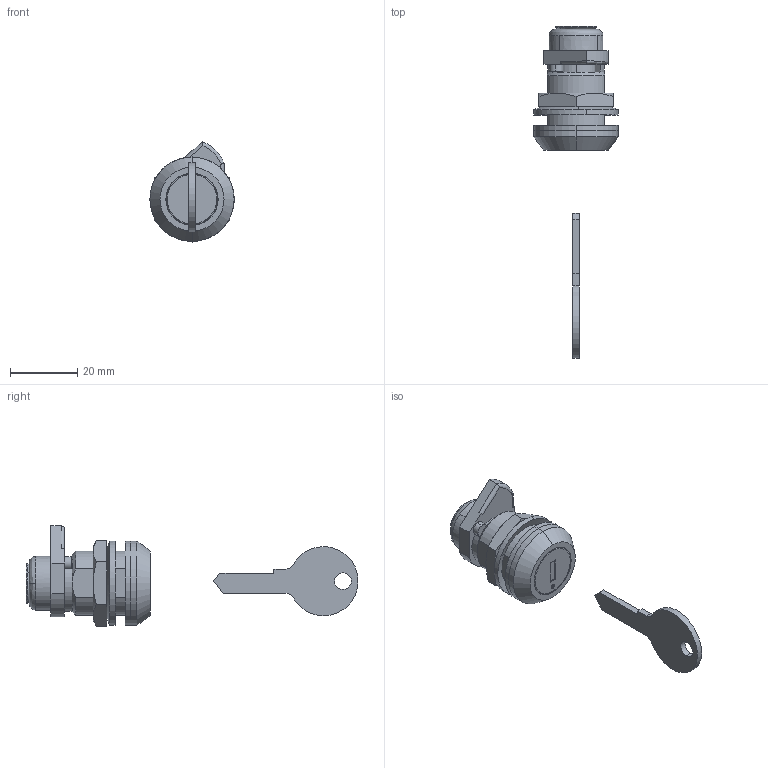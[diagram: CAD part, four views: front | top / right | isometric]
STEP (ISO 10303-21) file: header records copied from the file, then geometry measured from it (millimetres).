
FILE_DESCRIPTION( (''), '2;1');
FILE_NAME ('PC011.18096.TL_438_1521.stp','2022-10-18T18:34:09',(''),(''),'spGate 18.9.1 (****-****-****-****)','','');
FILE_SCHEMA (('AUTOMOTIVE_DESIGN'));
Length unit declared in the file: millimetre
Products named in the file (10): Assembly; body; lock; cam; washer_1; washer_2; packing; nut; screw; key
Assembly tree (9 placements, depth 2):
  Assembly
    body
    lock
    cam
    washer_1
    washer_2
    packing
    nut
    screw
    key
Bounding box: 25 x 98.48 x 29.7 mm (x, y, z)
Volume: 12091.9 mm3; surface area: 10345.9 mm2
Topology: 9 solids, 9 shells, 145 faces, 379 edges, 260 vertices
Faces by surface type: plane 67, cylinder 55, bspline 22, sphere 1
Entity records: 8292 total; most frequent: CARTESIAN_POINT 1427, DIRECTION 782, ORIENTED_EDGE 758, COLOUR_RGB 533, PRESENTATION_STYLE_ASSIGNMENT 533, STYLED_ITEM 533, EDGE_CURVE 379, DRAUGHTING_PRE_DEFINED_CURVE_FONT 379
